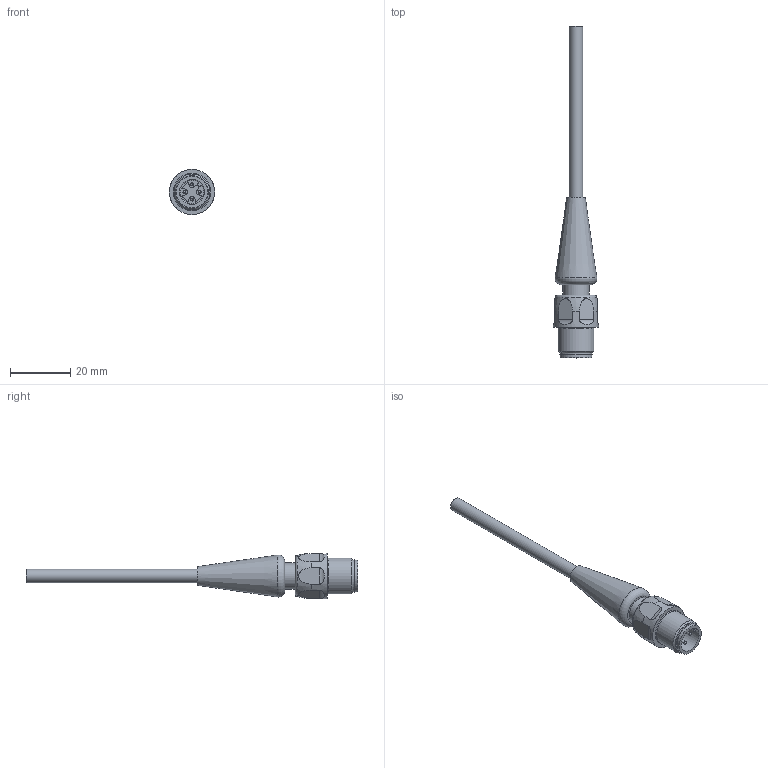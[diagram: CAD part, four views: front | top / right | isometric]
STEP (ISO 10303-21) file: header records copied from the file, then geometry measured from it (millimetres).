
FILE_DESCRIPTION(/* description */ (''),/* implementation_level */ '2;1');
FILE_NAME(/* name */ 'FB-WASHK4-m_stp.stp',/* time_stamp */ '2020-03-05T08:48:36+01:00',/* author */ (''),/* organization */ (''),/* preprocessor_version */ 'ST-DEVELOPER v16',/* originating_system */ 'SIEMENS PLM Software NX 10.0',/* authorisation */ '');
FILE_SCHEMA (('AUTOMOTIVE_DESIGN { 1 0 10303 214 3 1 1 1 }'));
Length unit declared in the file: millimetre
Products named in the file (1): FB-WASHK4-m_stp
Bounding box: 15 x 110.4 x 15 mm (x, y, z)
Volume: 6080.7 mm3; surface area: 3437.5 mm2
Topology: 1 solids, 1 shells, 72 faces, 192 edges, 129 vertices
Faces by surface type: cylinder 33, plane 27, torus 4, sphere 4, cone 3, bspline 1
Full cylindrical faces by diameter (mm): 1 x4, 4.6 x1, 8.3 x1, 8.7 x1, 9.9 x1, 10.5 x1, 10.9 x1, 11.9 x1, 15 x1
Entity records: 2279 total; most frequent: CARTESIAN_POINT 650, DIRECTION 348, ORIENTED_EDGE 296, EDGE_CURVE 148, AXIS2_PLACEMENT_3D 142, VERTEX_POINT 108, EDGE_LOOP 102, ADVANCED_FACE 72
